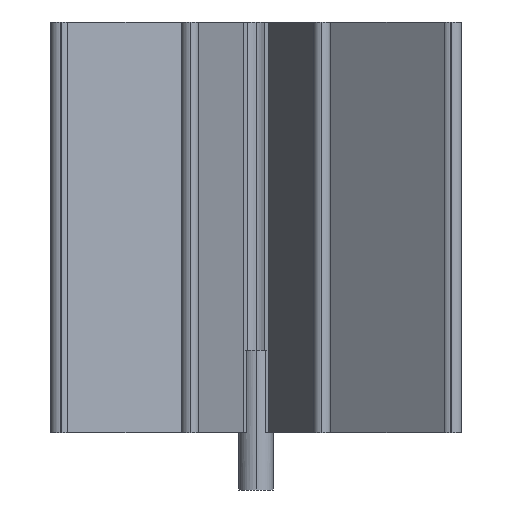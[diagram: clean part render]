
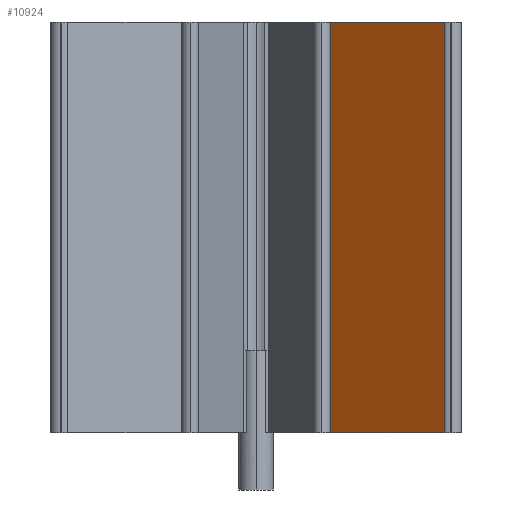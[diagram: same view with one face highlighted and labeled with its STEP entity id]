
A CAD part, left-side view. The second image highlights one B-rep face of the part: STEP entity #10924.
In plain terms, the highlighted planar face has unit normal (-0.786, 0.618, 0).
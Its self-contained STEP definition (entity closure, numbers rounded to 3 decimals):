
#157 = CARTESIAN_POINT ( 'NONE',  ( -20.872, -11.466, 0. ) ) ;
#896 = EDGE_CURVE ( 'NONE', #12648, #15496, #16254, .T. ) ;
#1270 = CARTESIAN_POINT ( 'NONE',  ( -14.234, -3.021, 0. ) ) ;
#1393 = DIRECTION ( 'NONE',  ( 0.786, -0.618, 0. ) ) ;
#2551 = CARTESIAN_POINT ( 'NONE',  ( -20.872, -11.466, 0. ) ) ;
#2651 = CARTESIAN_POINT ( 'NONE',  ( -20.872, -11.466, 25. ) ) ;
#2652 = DIRECTION ( 'NONE',  ( 0., 0., 1. ) ) ;
#3245 = VERTEX_POINT ( 'NONE', #157 ) ;
#4544 = FACE_OUTER_BOUND ( 'NONE', #15942, .T. ) ;
#4579 = AXIS2_PLACEMENT_3D ( 'NONE', #17060, #1393, #12905 ) ;
#4824 = VERTEX_POINT ( 'NONE', #16326 ) ;
#5262 = VECTOR ( 'NONE', #16947, 1000. ) ;
#5274 = ORIENTED_EDGE ( 'NONE', *, *, #14678, .T. ) ;
#5782 = VECTOR ( 'NONE', #2652, 1000. ) ;
#7630 = CARTESIAN_POINT ( 'NONE',  ( -21., -11.629, 0. ) ) ;
#7686 = ORIENTED_EDGE ( 'NONE', *, *, #15647, .F. ) ;
#8229 = ORIENTED_EDGE ( 'NONE', *, *, #9900, .F. ) ;
#8865 = LINE ( 'NONE', #7630, #14342 ) ;
#9856 = CARTESIAN_POINT ( 'NONE',  ( -21., -11.629, 25. ) ) ;
#9900 = EDGE_CURVE ( 'NONE', #3245, #4824, #8865, .T. ) ;
#10181 = VECTOR ( 'NONE', #15140, 1000. ) ;
#10924 = ADVANCED_FACE ( 'NONE', ( #4544 ), #15109, .F. ) ;
#11934 = ORIENTED_EDGE ( 'NONE', *, *, #896, .T. ) ;
#12648 = VERTEX_POINT ( 'NONE', #2651 ) ;
#12905 = DIRECTION ( 'NONE',  ( 0.618, 0.786, 0. ) ) ;
#13070 = CARTESIAN_POINT ( 'NONE',  ( -14.234, -3.021, 25. ) ) ;
#13151 = LINE ( 'NONE', #2551, #5782 ) ;
#14079 = DIRECTION ( 'NONE',  ( 0.618, 0.786, 0. ) ) ;
#14342 = VECTOR ( 'NONE', #14079, 1000. ) ;
#14678 = EDGE_CURVE ( 'NONE', #3245, #12648, #13151, .T. ) ;
#15109 = PLANE ( 'NONE',  #4579 ) ;
#15140 = DIRECTION ( 'NONE',  ( 0.618, 0.786, 0. ) ) ;
#15496 = VERTEX_POINT ( 'NONE', #13070 ) ;
#15647 = EDGE_CURVE ( 'NONE', #4824, #15496, #15745, .T. ) ;
#15745 = LINE ( 'NONE', #1270, #5262 ) ;
#15942 = EDGE_LOOP ( 'NONE', ( #8229, #5274, #11934, #7686 ) ) ;
#16254 = LINE ( 'NONE', #9856, #10181 ) ;
#16326 = CARTESIAN_POINT ( 'NONE',  ( -14.234, -3.021, 0. ) ) ;
#16947 = DIRECTION ( 'NONE',  ( 0., 0., 1. ) ) ;
#17060 = CARTESIAN_POINT ( 'NONE',  ( -21., -11.629, 0. ) ) ;
